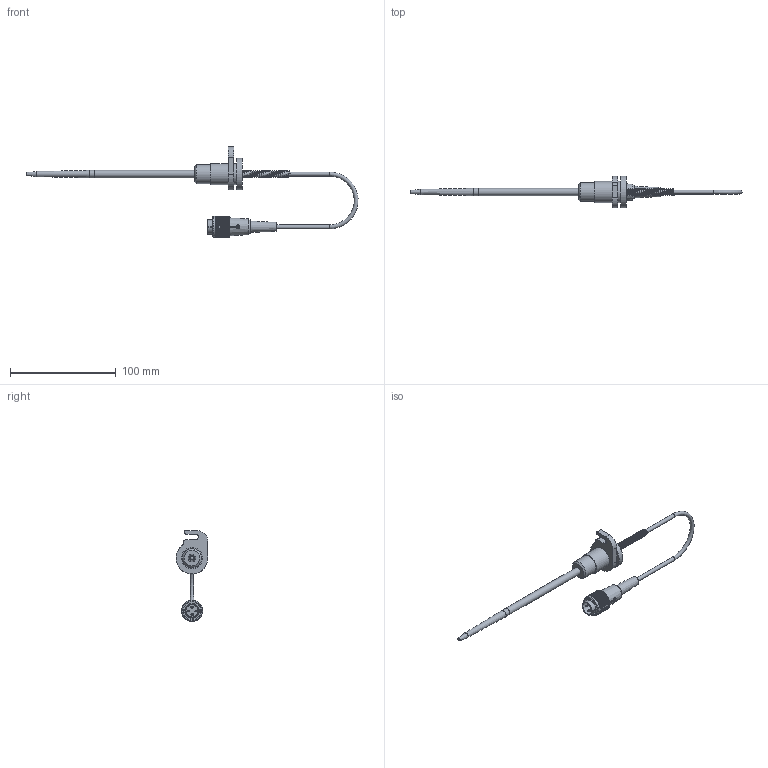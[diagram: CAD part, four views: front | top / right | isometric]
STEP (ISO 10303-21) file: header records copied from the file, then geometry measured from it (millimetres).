
FILE_DESCRIPTION(/* description */ (''),/* implementation_level */ '2;1');
FILE_NAME(/* name */ '1610 C160_XS3HT-160_205L10.stp',/* time_stamp */ '2025-02-05T21:08:33+01:00',/* author */ ('kuttig'),/* organization */ (''),/* preprocessor_version */ 'ST-DEVELOPER v16.13',/* originating_system */ 'Autodesk Inventor 2018',/* authorisation */ '');
FILE_SCHEMA (('AUTOMOTIVE_DESIGN { 1 0 10303 214 3 1 1 }'));
Length unit declared in the file: millimetre
Products named in the file (1): 1610 C160_XS3HT-160_205L10_Shrinkwrap_1
Bounding box: 314.68 x 30 x 85.95 mm (x, y, z)
Volume: 33886.5 mm3; surface area: 22674.5 mm2
Topology: 9 solids, 9 shells, 436 faces, 1162 edges, 759 vertices
Faces by surface type: plane 352, cylinder 46, cone 21, bspline 7, torus 5, sphere 5
Full cylindrical faces by diameter (mm): 1 x2, 1.49 x3, 2.459 x1, 3 x1, 3.242 x2, 3.7 x2, 6.3 x1, 7 x2, 7.2 x1, 8.917 x1, 10 x1, 10.2 x1, 13.6 x1, 13.9 x1, 17.1 x1, 18 x2, 19.9 x1, 20 x2, 30 x1
Entity records: 18105 total; most frequent: CARTESIAN_POINT 6755, DIRECTION 2319, ORIENTED_EDGE 2176, EDGE_CURVE 1088, AXIS2_PLACEMENT_3D 815, VERTEX_POINT 740, LINE 689, VECTOR 689
